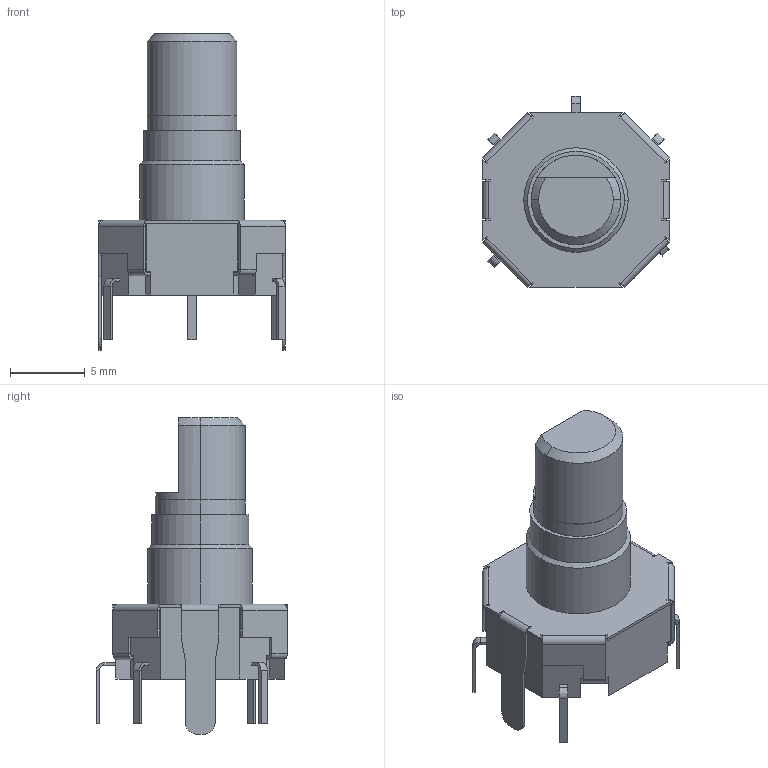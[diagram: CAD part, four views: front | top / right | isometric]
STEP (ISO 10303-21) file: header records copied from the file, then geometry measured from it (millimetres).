
FILE_DESCRIPTION (( 'STEP AP214' ), '1' );
FILE_NAME ('SW-TH_EC12D1524403-L12.5-W11.7-H17.5-P11.1-LS14.1.step', '2022-07-26T16:56:32', ( '' ), ( '' ), 'SwSTEP 2.0', 'SolidWorks 2020', '' );
FILE_SCHEMA (( 'AUTOMOTIVE_DESIGN' ));
Length unit declared in the file: millimetre
Products named in the file (1): SW-TH_EC12D1524403-L12.5-W11.7-H17.5-P11.1-LS14.1
Bounding box: 12.5 x 12.8 x 21.2 mm (x, y, z)
Volume: 967.8 mm3; surface area: 1229.3 mm2
Topology: 16 solids, 16 shells, 551 faces, 1389 edges, 884 vertices
Faces by surface type: plane 392, bspline 112, cylinder 42, cone 5
Entity records: 23025 total; most frequent: CARTESIAN_POINT 4935, ORIENTED_EDGE 2778, DIRECTION 2128, EDGE_CURVE 1389, VECTOR 1070, LINE 1070, VERTEX_POINT 884, EDGE_LOOP 577
